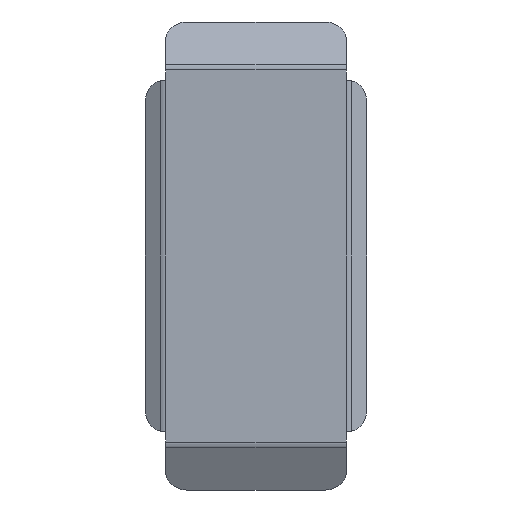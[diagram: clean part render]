
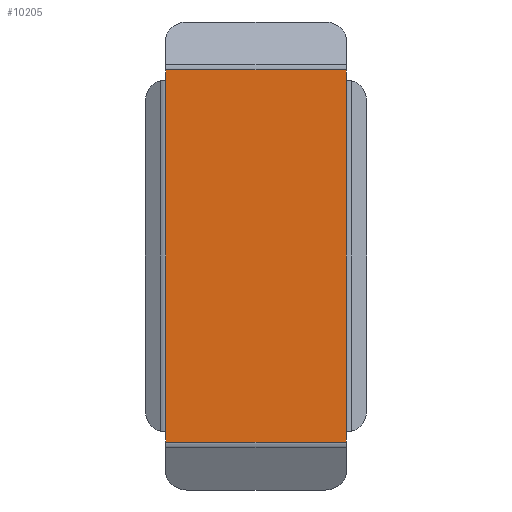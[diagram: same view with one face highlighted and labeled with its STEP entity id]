
A CAD part, front view. The second image highlights one B-rep face of the part: STEP entity #10205.
In plain terms, the highlighted face is planar.
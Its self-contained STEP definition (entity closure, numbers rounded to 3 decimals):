
#1038=LINE('',#15753,#1631);
#1039=LINE('',#15755,#1632);
#1040=LINE('',#15757,#1633);
#1041=LINE('',#15759,#1634);
#1042=LINE('',#15761,#1635);
#1043=LINE('',#15763,#1636);
#1044=LINE('',#15765,#1637);
#1045=LINE('',#15767,#1638);
#1046=LINE('',#15769,#1639);
#1047=LINE('',#15771,#1640);
#1048=LINE('',#15773,#1641);
#1049=LINE('',#15775,#1642);
#1050=LINE('',#15777,#1643);
#1051=LINE('',#15779,#1644);
#1052=LINE('',#15781,#1645);
#1053=LINE('',#15783,#1646);
#1054=LINE('',#15785,#1647);
#1055=LINE('',#15787,#1648);
#1056=LINE('',#15789,#1649);
#1057=LINE('',#15790,#1650);
#1631=VECTOR('',#12399,10.);
#1632=VECTOR('',#12400,10.);
#1633=VECTOR('',#12401,10.);
#1634=VECTOR('',#12402,10.);
#1635=VECTOR('',#12403,10.);
#1636=VECTOR('',#12404,10.);
#1637=VECTOR('',#12405,10.);
#1638=VECTOR('',#12406,10.);
#1639=VECTOR('',#12407,10.);
#1640=VECTOR('',#12408,10.);
#1641=VECTOR('',#12409,10.);
#1642=VECTOR('',#12410,10.);
#1643=VECTOR('',#12411,10.);
#1644=VECTOR('',#12412,10.);
#1645=VECTOR('',#12413,10.);
#1646=VECTOR('',#12414,10.);
#1647=VECTOR('',#12415,10.);
#1648=VECTOR('',#12416,10.);
#1649=VECTOR('',#12417,10.);
#1650=VECTOR('',#12418,10.);
#2228=FACE_OUTER_BOUND('',#2956,.T.);
#2956=EDGE_LOOP('',(#6913,#6914,#6915,#6916,#6917,#6918,#6919,#6920,#6921,
#6922,#6923,#6924,#6925,#6926,#6927,#6928,#6929,#6930,#6931,#6932));
#4441=VERTEX_POINT('',#15751);
#4442=VERTEX_POINT('',#15752);
#4443=VERTEX_POINT('',#15754);
#4444=VERTEX_POINT('',#15756);
#4445=VERTEX_POINT('',#15758);
#4446=VERTEX_POINT('',#15760);
#4447=VERTEX_POINT('',#15762);
#4448=VERTEX_POINT('',#15764);
#4449=VERTEX_POINT('',#15766);
#4450=VERTEX_POINT('',#15768);
#4451=VERTEX_POINT('',#15770);
#4452=VERTEX_POINT('',#15772);
#4453=VERTEX_POINT('',#15774);
#4454=VERTEX_POINT('',#15776);
#4455=VERTEX_POINT('',#15778);
#4456=VERTEX_POINT('',#15780);
#4457=VERTEX_POINT('',#15782);
#4458=VERTEX_POINT('',#15784);
#4459=VERTEX_POINT('',#15786);
#4460=VERTEX_POINT('',#15788);
#5366=EDGE_CURVE('',#4441,#4442,#1038,.T.);
#5367=EDGE_CURVE('',#4442,#4443,#1039,.T.);
#5368=EDGE_CURVE('',#4443,#4444,#1040,.T.);
#5369=EDGE_CURVE('',#4444,#4445,#1041,.T.);
#5370=EDGE_CURVE('',#4445,#4446,#1042,.T.);
#5371=EDGE_CURVE('',#4446,#4447,#1043,.T.);
#5372=EDGE_CURVE('',#4447,#4448,#1044,.T.);
#5373=EDGE_CURVE('',#4448,#4449,#1045,.T.);
#5374=EDGE_CURVE('',#4449,#4450,#1046,.T.);
#5375=EDGE_CURVE('',#4450,#4451,#1047,.T.);
#5376=EDGE_CURVE('',#4451,#4452,#1048,.T.);
#5377=EDGE_CURVE('',#4452,#4453,#1049,.T.);
#5378=EDGE_CURVE('',#4453,#4454,#1050,.T.);
#5379=EDGE_CURVE('',#4454,#4455,#1051,.T.);
#5380=EDGE_CURVE('',#4455,#4456,#1052,.T.);
#5381=EDGE_CURVE('',#4456,#4457,#1053,.T.);
#5382=EDGE_CURVE('',#4457,#4458,#1054,.T.);
#5383=EDGE_CURVE('',#4458,#4459,#1055,.T.);
#5384=EDGE_CURVE('',#4459,#4460,#1056,.T.);
#5385=EDGE_CURVE('',#4460,#4441,#1057,.T.);
#6913=ORIENTED_EDGE('',*,*,#5366,.T.);
#6914=ORIENTED_EDGE('',*,*,#5367,.T.);
#6915=ORIENTED_EDGE('',*,*,#5368,.T.);
#6916=ORIENTED_EDGE('',*,*,#5369,.T.);
#6917=ORIENTED_EDGE('',*,*,#5370,.T.);
#6918=ORIENTED_EDGE('',*,*,#5371,.T.);
#6919=ORIENTED_EDGE('',*,*,#5372,.T.);
#6920=ORIENTED_EDGE('',*,*,#5373,.T.);
#6921=ORIENTED_EDGE('',*,*,#5374,.T.);
#6922=ORIENTED_EDGE('',*,*,#5375,.T.);
#6923=ORIENTED_EDGE('',*,*,#5376,.T.);
#6924=ORIENTED_EDGE('',*,*,#5377,.T.);
#6925=ORIENTED_EDGE('',*,*,#5378,.T.);
#6926=ORIENTED_EDGE('',*,*,#5379,.T.);
#6927=ORIENTED_EDGE('',*,*,#5380,.T.);
#6928=ORIENTED_EDGE('',*,*,#5381,.T.);
#6929=ORIENTED_EDGE('',*,*,#5382,.T.);
#6930=ORIENTED_EDGE('',*,*,#5383,.T.);
#6931=ORIENTED_EDGE('',*,*,#5384,.T.);
#6932=ORIENTED_EDGE('',*,*,#5385,.T.);
#10007=PLANE('',#11004);
#10205=ADVANCED_FACE('',(#2228),#10007,.F.);
#11004=AXIS2_PLACEMENT_3D('',#15750,#12397,#12398);
#12397=DIRECTION('center_axis',(0.,0.,1.));
#12398=DIRECTION('ref_axis',(1.,0.,0.));
#12399=DIRECTION('',(0.,-1.,0.));
#12400=DIRECTION('',(-1.,0.,0.));
#12401=DIRECTION('',(0.,1.,0.));
#12402=DIRECTION('',(1.,0.,0.));
#12403=DIRECTION('',(0.,-1.,0.));
#12404=DIRECTION('',(1.,0.,0.));
#12405=DIRECTION('',(0.,1.,0.));
#12406=DIRECTION('',(1.,0.,0.));
#12407=DIRECTION('',(0.,-1.,0.));
#12408=DIRECTION('',(1.,0.,0.));
#12409=DIRECTION('',(0.,1.,0.));
#12410=DIRECTION('',(1.,0.,0.));
#12411=DIRECTION('',(0.,-1.,0.));
#12412=DIRECTION('',(-1.,0.,0.));
#12413=DIRECTION('',(0.,1.,0.));
#12414=DIRECTION('',(-1.,0.,0.));
#12415=DIRECTION('',(0.,-1.,0.));
#12416=DIRECTION('',(-1.,0.,0.));
#12417=DIRECTION('',(0.,1.,0.));
#12418=DIRECTION('',(-1.,0.,0.));
#15750=CARTESIAN_POINT('Origin',(-107.7,35.,0.));
#15751=CARTESIAN_POINT('',(-165.01,-84.99,0.));
#15752=CARTESIAN_POINT('',(-165.01,-85.,0.));
#15753=CARTESIAN_POINT('',(-165.01,-42.495,0.));
#15754=CARTESIAN_POINT('',(-175.,-85.,0.));
#15755=CARTESIAN_POINT('',(225.,-85.,0.));
#15756=CARTESIAN_POINT('',(-175.,85.,0.));
#15757=CARTESIAN_POINT('',(-175.,-42.5,0.));
#15758=CARTESIAN_POINT('',(-165.01,85.,0.));
#15759=CARTESIAN_POINT('',(-225.,85.,0.));
#15760=CARTESIAN_POINT('',(-165.01,84.99,0.));
#15761=CARTESIAN_POINT('',(-165.01,44.39,0.));
#15762=CARTESIAN_POINT('',(-165.,84.99,0.));
#15763=CARTESIAN_POINT('',(-82.505,84.99,0.));
#15764=CARTESIAN_POINT('',(-165.,85.,0.));
#15765=CARTESIAN_POINT('',(-165.,42.495,0.));
#15766=CARTESIAN_POINT('',(165.,85.,0.));
#15767=CARTESIAN_POINT('',(-225.,85.,0.));
#15768=CARTESIAN_POINT('',(165.,84.99,0.));
#15769=CARTESIAN_POINT('',(165.,44.39,0.));
#15770=CARTESIAN_POINT('',(165.01,84.99,0.));
#15771=CARTESIAN_POINT('',(82.5,84.99,0.));
#15772=CARTESIAN_POINT('',(165.01,85.,0.));
#15773=CARTESIAN_POINT('',(165.01,42.495,0.));
#15774=CARTESIAN_POINT('',(175.,85.,0.));
#15775=CARTESIAN_POINT('',(-225.,85.,0.));
#15776=CARTESIAN_POINT('',(175.,-85.,0.));
#15777=CARTESIAN_POINT('',(175.,42.5,0.));
#15778=CARTESIAN_POINT('',(165.01,-85.,0.));
#15779=CARTESIAN_POINT('',(225.,-85.,0.));
#15780=CARTESIAN_POINT('',(165.01,-84.99,0.));
#15781=CARTESIAN_POINT('',(165.01,-44.39,0.));
#15782=CARTESIAN_POINT('',(165.,-84.99,0.));
#15783=CARTESIAN_POINT('',(82.505,-84.99,0.));
#15784=CARTESIAN_POINT('',(165.,-85.,0.));
#15785=CARTESIAN_POINT('',(165.,-42.495,0.));
#15786=CARTESIAN_POINT('',(-165.,-85.,0.));
#15787=CARTESIAN_POINT('',(225.,-85.,0.));
#15788=CARTESIAN_POINT('',(-165.,-84.99,0.));
#15789=CARTESIAN_POINT('',(-165.,-44.39,0.));
#15790=CARTESIAN_POINT('',(-82.5,-84.99,0.));
